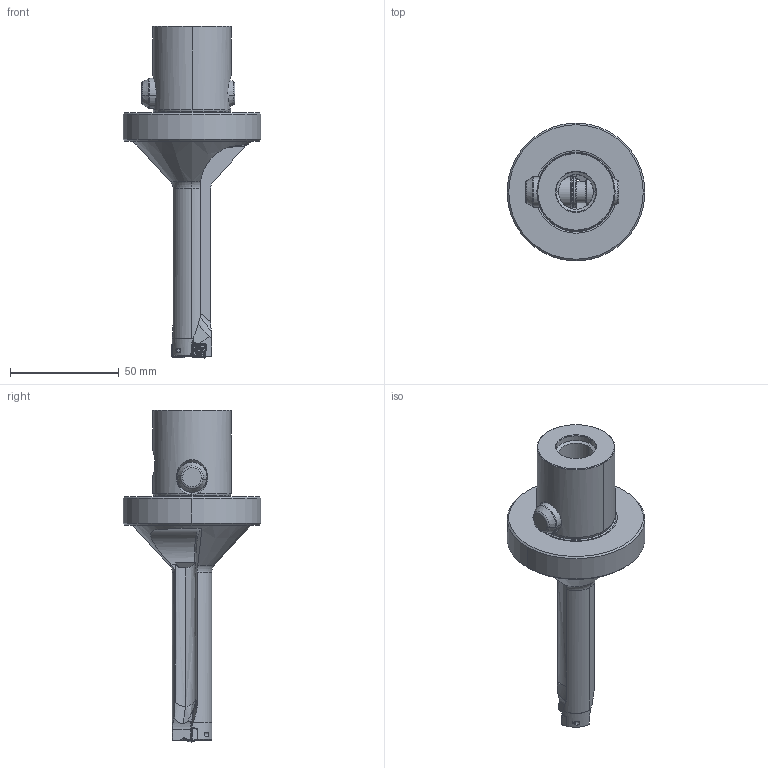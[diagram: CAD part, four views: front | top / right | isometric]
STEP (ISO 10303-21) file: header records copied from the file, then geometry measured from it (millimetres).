
FILE_DESCRIPTION(('no description'),'unknown implementation level');
FILE_NAME('D113B6A9-60D8-409A-BC88-48BDAE402F8A_export.stp',' ',('CIMSOURCE GmbH'),('CADClick - KiM GmbH - www.kimweb.de'),'unknown preprocess','ACIS','unknown authorization');
FILE_SCHEMA(('automotive_design'));
Length unit declared in the file: millimetre
Products named in the file (9): 337.419 Kaiser WB 19-76 X CKS6|694.123 Kaiser ETL M2,5 X 5,8 T7 IP 10S_Standard;NONE; 337.419 Kaiser WB 19-76 X CKS6|337.419 Kaiser WB 19-76 X CKS6_437.419-4;NONE; 337.419 Kaiser WB 19-76 X CKS6|337.419 Kaiser WB 19-76 X CKS6_437.419-3;NONE; 337.419 Kaiser WB 19-76 X CKS6|337.419 Kaiser WB 19-76 X CKS6_437.419-2;NONE; 337.419 Kaiser WB 19-76 X CKS6|337.419 Kaiser WB 19-76 X CKS6_437.419-1;NONE; 337.419 Kaiser WB 19-76 X CKS6|337.419 Kaiser WB 19-76 X CKS6_437.419;NONE; 337.419 Kaiser WB 19-76 X CKS6|691.506 Kaiser ETL D14 X 43K_Standard|693.305 Sprengring_Standard;NONE; 337.419 Kaiser WB 19-76 X CKS6|691.506 Kaiser ETL D14 X 43K_Standard|691.526 Mitnehmerbolzen_Standard;NONE
Bounding box: 63.5 x 63.5 x 153 mm (x, y, z)
Volume: 101509.5 mm3; surface area: 26895 mm2
Topology: 9 solids, 9 shells, 511 faces, 1286 edges, 791 vertices
Faces by surface type: cylinder 210, plane 166, cone 62, torus 61, bspline 12
Entity records: 32138 total; most frequent: CARTESIAN_POINT 5656, STYLED_ITEM 2592, PRESENTATION_STYLE_ASSIGNMENT 2592, COLOUR_RGB 2592, ORIENTED_EDGE 2562, DIRECTION 2457, EDGE_CURVE 1281, CURVE_STYLE 1281
